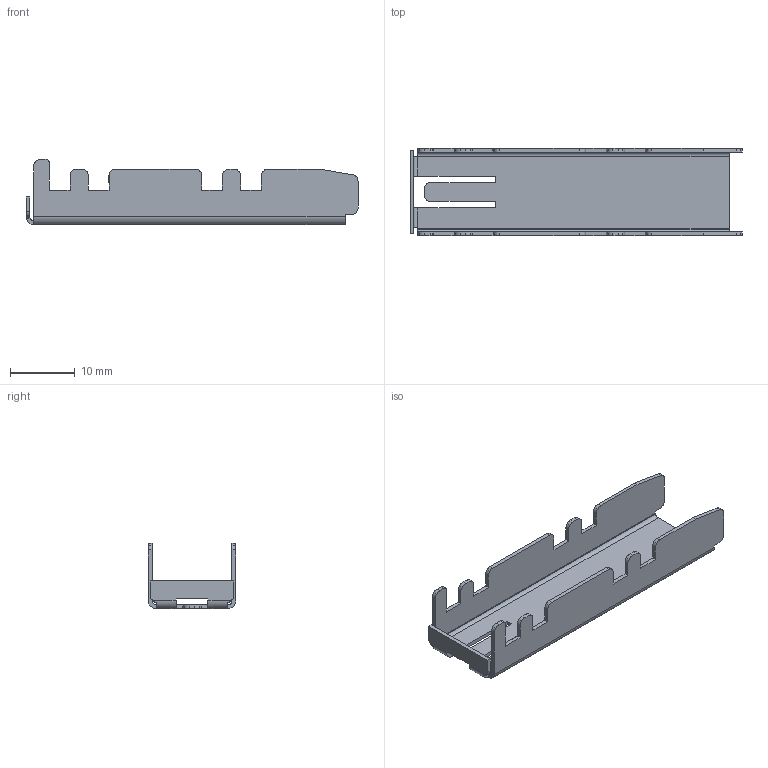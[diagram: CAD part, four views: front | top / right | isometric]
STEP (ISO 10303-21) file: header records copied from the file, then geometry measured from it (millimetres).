
FILE_DESCRIPTION((''),'2;1');
FILE_NAME('TRI007.stp','2011-06-15T15:19:12',(''),(''),'Mechanical Desktop.R7.0.43.0','Mechanical Desktop.R7.0.43.0',', , ');
FILE_SCHEMA(('CONFIG_CONTROL_DESIGN'));
Length unit declared in the file: millimetre
Products named in the file (2): TRI007A; TRI007
Assembly tree (1 placements, depth 2):
  TRI007A
    TRI007
Bounding box: 51.2 x 13.5 x 10.05 mm (x, y, z)
Volume: 801.4 mm3; surface area: 2838.7 mm2
Topology: 1 solids, 1 shells, 134 faces, 398 edges, 264 vertices
Faces by surface type: cylinder 68, plane 64, bspline 2
Entity records: 4683 total; most frequent: CARTESIAN_POINT 870, ORIENTED_EDGE 796, DIRECTION 790, EDGE_CURVE 398, AXIS2_PLACEMENT_3D 268, VERTEX_POINT 264, VECTOR 254, LINE 254
